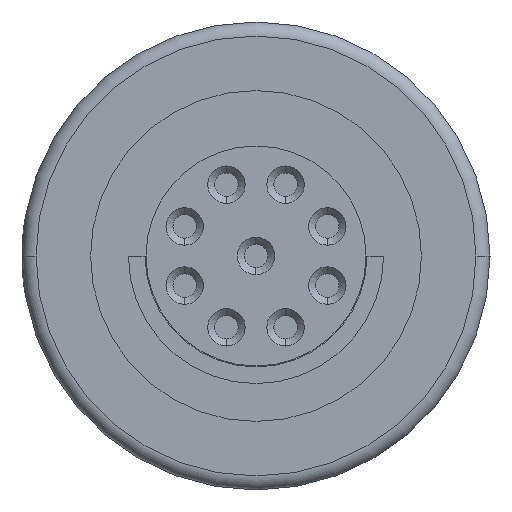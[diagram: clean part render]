
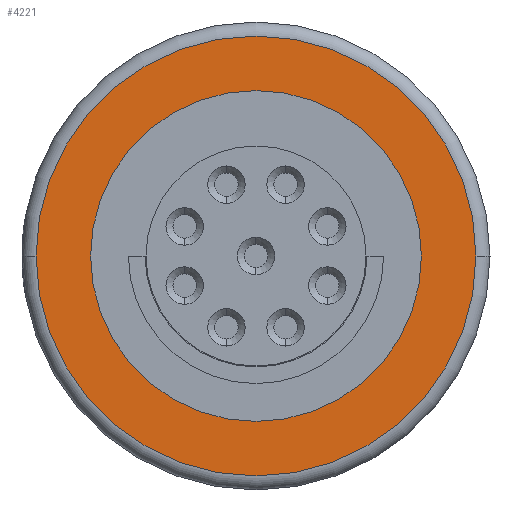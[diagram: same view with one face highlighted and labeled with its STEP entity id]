
A CAD part, left-side view. The second image highlights one B-rep face of the part: STEP entity #4221.
In plain terms, the highlighted planar face has unit normal (-1, 0, 0).
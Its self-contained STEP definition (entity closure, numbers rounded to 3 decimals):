
#127=CARTESIAN_POINT('',(-10.3,0.,0.));
#128=DIRECTION('',(-1.,0.,0.));
#129=DIRECTION('',(0.,1.,0.));
#130=AXIS2_PLACEMENT_3D('',#127,#128,#129);
#135=CARTESIAN_POINT('',(-10.3,0.,0.));
#136=DIRECTION('',(1.,0.,0.));
#137=DIRECTION('',(0.,1.,0.));
#138=AXIS2_PLACEMENT_3D('',#135,#136,#137);
#143=CARTESIAN_POINT('',(-10.3,0.,0.));
#144=DIRECTION('',(-1.,0.,0.));
#145=DIRECTION('',(0.,-1.,0.));
#146=AXIS2_PLACEMENT_3D('',#143,#144,#145);
#151=CARTESIAN_POINT('',(-10.3,0.,0.));
#152=DIRECTION('',(-1.,0.,0.));
#153=DIRECTION('',(0.,1.,0.));
#154=AXIS2_PLACEMENT_3D('',#151,#152,#153);
#4034=CARTESIAN_POINT('',(-10.3,3.535,0.));
#4036=VERTEX_POINT('',#4034);
#4042=CARTESIAN_POINT('',(-10.3,-3.535,0.));
#4044=VERTEX_POINT('',#4042);
#4118=CARTESIAN_POINT('',(-10.3,-4.7,0.));
#4119=CARTESIAN_POINT('',(-10.3,4.7,0.));
#4120=VERTEX_POINT('',#4118);
#4121=VERTEX_POINT('',#4119);
#4206=CARTESIAN_POINT('',(-10.3,0.,0.));
#4207=DIRECTION('',(1.,0.,0.));
#4208=DIRECTION('',(0.,-1.,0.));
#4209=AXIS2_PLACEMENT_3D('',#4206,#4207,#4208);
#4210=PLANE('',#4209);
#4212=ORIENTED_EDGE('',*,*,#4211,.F.);
#4214=ORIENTED_EDGE('',*,*,#4213,.F.);
#4215=EDGE_LOOP('',(#4212,#4214));
#4216=FACE_OUTER_BOUND('',#4215,.F.);
#4217=ORIENTED_EDGE('',*,*,#4199,.F.);
#4218=ORIENTED_EDGE('',*,*,#4188,.T.);
#4219=EDGE_LOOP('',(#4217,#4218));
#4220=FACE_BOUND('',#4219,.F.);
#131=CIRCLE('',#130,3.535);
#139=CIRCLE('',#138,3.535);
#147=CIRCLE('',#146,4.7);
#155=CIRCLE('',#154,4.7);
#4188=EDGE_CURVE('',#4036,#4044,#131,.T.);
#4199=EDGE_CURVE('',#4036,#4044,#139,.T.);
#4211=EDGE_CURVE('',#4120,#4121,#147,.T.);
#4213=EDGE_CURVE('',#4121,#4120,#155,.T.);
#4221=ADVANCED_FACE('',(#4216,#4220),#4210,.F.);
